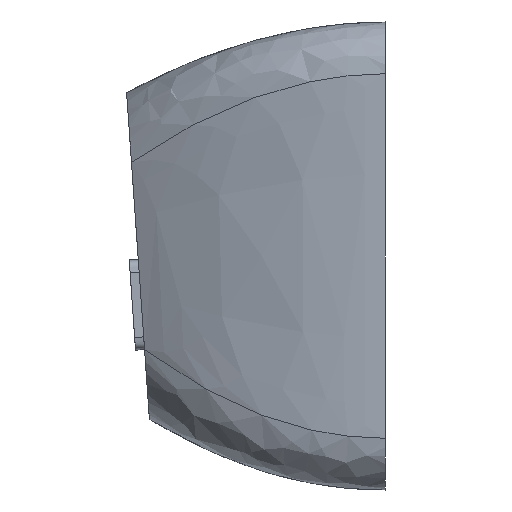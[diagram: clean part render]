
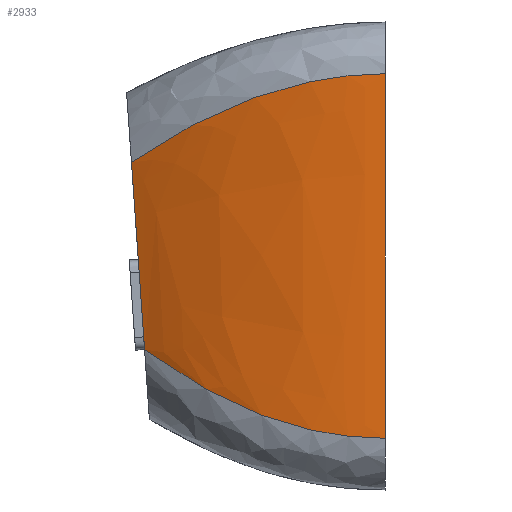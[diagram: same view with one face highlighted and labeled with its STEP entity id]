
A CAD part, left-side view. The second image highlights one B-rep face of the part: STEP entity #2933.
In plain terms, the highlighted free-form (B-spline) face has degree [3, 3] with [4, 4] control points.
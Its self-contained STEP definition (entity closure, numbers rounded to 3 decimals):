
#73=B_SPLINE_SURFACE_WITH_KNOTS('',3,3,((#5526,#5527,#5528,#5529),(#5530,
#5531,#5532,#5533),(#5534,#5535,#5536,#5537),(#5538,#5539,#5540,#5541)),
 .UNSPECIFIED.,.F.,.F.,.F.,(4,4),(4,4),(0.,1.),(0.,1.),.UNSPECIFIED.);
#189=B_SPLINE_CURVE_WITH_KNOTS('',3,(#5518,#5519,#5520,#5521),
 .UNSPECIFIED.,.F.,.F.,(4,4),(0.,1.),.UNSPECIFIED.);
#191=B_SPLINE_CURVE_WITH_KNOTS('',3,(#5542,#5543,#5544,#5545),
 .UNSPECIFIED.,.F.,.F.,(4,4),(0.,1.),.UNSPECIFIED.);
#303=FACE_OUTER_BOUND('',#469,.T.);
#469=EDGE_LOOP('',(#2284,#2285,#2286,#2287));
#668=LINE('',#5016,#959);
#669=LINE('',#5486,#960);
#959=VECTOR('',#3350,10.);
#960=VECTOR('',#3355,10.);
#1266=VERTEX_POINT('',#5002);
#1272=VERTEX_POINT('',#5014);
#1282=VERTEX_POINT('',#5483);
#1283=VERTEX_POINT('',#5485);
#1622=EDGE_CURVE('',#1266,#1272,#668,.T.);
#1640=EDGE_CURVE('',#1282,#1283,#669,.T.);
#1647=EDGE_CURVE('',#1266,#1282,#189,.T.);
#1649=EDGE_CURVE('',#1272,#1283,#191,.T.);
#2284=ORIENTED_EDGE('',*,*,#1622,.T.);
#2285=ORIENTED_EDGE('',*,*,#1649,.T.);
#2286=ORIENTED_EDGE('',*,*,#1640,.F.);
#2287=ORIENTED_EDGE('',*,*,#1647,.F.);
#2933=ADVANCED_FACE('',(#303),#73,.T.);
#3350=DIRECTION('',(0.,-0.07,-0.998));
#3355=DIRECTION('',(0.,0.,-1.));
#5002=CARTESIAN_POINT('',(2.7,9.82,12.669));
#5014=CARTESIAN_POINT('',(2.7,9.314,5.431));
#5016=CARTESIAN_POINT('',(2.7,9.82,12.669));
#5483=CARTESIAN_POINT('',(0.,0.,16.1));
#5485=CARTESIAN_POINT('',(0.,0.,2.));
#5486=CARTESIAN_POINT('',(0.,0.,16.1));
#5518=CARTESIAN_POINT('Ctrl Pts',(2.7,9.82,12.669));
#5519=CARTESIAN_POINT('Ctrl Pts',(0.9,6.547,14.956));
#5520=CARTESIAN_POINT('Ctrl Pts',(0.,3.189,
16.1));
#5521=CARTESIAN_POINT('Ctrl Pts',(0.,0.,16.1));
#5526=CARTESIAN_POINT('Ctrl Pts',(2.7,9.82,12.669));
#5527=CARTESIAN_POINT('Ctrl Pts',(0.9,6.547,14.956));
#5528=CARTESIAN_POINT('Ctrl Pts',(0.,3.189,
16.1));
#5529=CARTESIAN_POINT('Ctrl Pts',(0.,0.,16.1));
#5530=CARTESIAN_POINT('Ctrl Pts',(2.7,9.722,11.259));
#5531=CARTESIAN_POINT('Ctrl Pts',(0.939,6.481,13.324));
#5532=CARTESIAN_POINT('Ctrl Pts',(0.,3.189,
15.053));
#5533=CARTESIAN_POINT('Ctrl Pts',(0.,0.,15.053));
#5534=CARTESIAN_POINT('Ctrl Pts',(2.7,9.413,6.841));
#5535=CARTESIAN_POINT('Ctrl Pts',(0.939,6.275,4.776));
#5536=CARTESIAN_POINT('Ctrl Pts',(0.,3.189,
3.047));
#5537=CARTESIAN_POINT('Ctrl Pts',(0.,0.,3.047));
#5538=CARTESIAN_POINT('Ctrl Pts',(2.7,9.314,5.431));
#5539=CARTESIAN_POINT('Ctrl Pts',(0.9,6.209,3.144));
#5540=CARTESIAN_POINT('Ctrl Pts',(0.,3.189,
2.));
#5541=CARTESIAN_POINT('Ctrl Pts',(0.,0.,2.));
#5542=CARTESIAN_POINT('Ctrl Pts',(2.7,9.314,5.431));
#5543=CARTESIAN_POINT('Ctrl Pts',(0.9,6.209,3.144));
#5544=CARTESIAN_POINT('Ctrl Pts',(0.,3.189,
2.));
#5545=CARTESIAN_POINT('Ctrl Pts',(0.,0.,2.));
